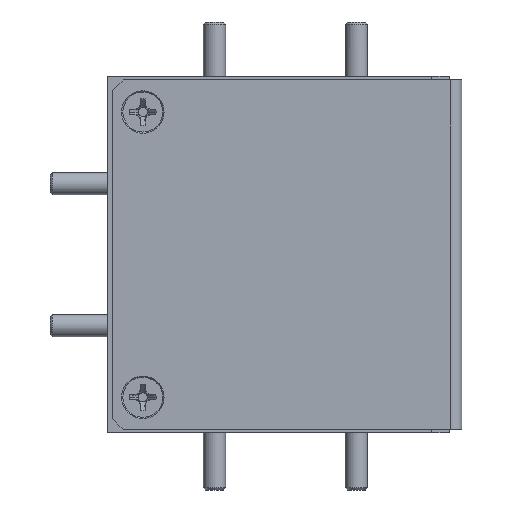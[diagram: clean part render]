
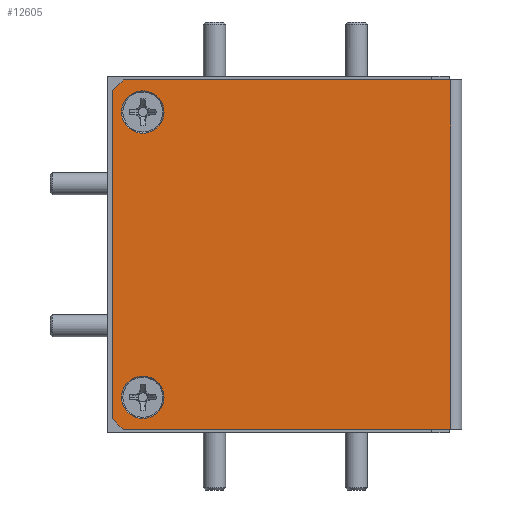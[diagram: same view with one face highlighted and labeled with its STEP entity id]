
A CAD part, front view. The second image highlights one B-rep face of the part: STEP entity #12605.
In plain terms, the highlighted planar face has unit normal (0, -1, 0).
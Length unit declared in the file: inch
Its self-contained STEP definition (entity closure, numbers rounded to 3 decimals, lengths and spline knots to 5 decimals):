
#268 = VECTOR ( 'NONE', #1394, 39.37008 ) ;
#695 = EDGE_LOOP ( 'NONE', ( #6041, #1977, #16410, #13591, #12139, #961 ) ) ;
#697 = VERTEX_POINT ( 'NONE', #2446 ) ;
#826 = CARTESIAN_POINT ( 'NONE',  ( -0.465, -0.45, -0.46 ) ) ;
#961 = ORIENTED_EDGE ( 'NONE', *, *, #6646, .T. ) ;
#1028 = CARTESIAN_POINT ( 'NONE',  ( -0.465, -0.45, 0.49 ) ) ;
#1081 = VERTEX_POINT ( 'NONE', #5757 ) ;
#1169 = VERTEX_POINT ( 'NONE', #16571 ) ;
#1394 = DIRECTION ( 'NONE',  ( 0., 0., -1. ) ) ;
#1585 = CARTESIAN_POINT ( 'NONE',  ( -0.3205, -0.45, -0.4 ) ) ;
#1626 = DIRECTION ( 'NONE',  ( 0., -1., 0. ) ) ;
#1808 = EDGE_CURVE ( 'NONE', #10947, #7600, #6251, .T. ) ;
#1977 = ORIENTED_EDGE ( 'NONE', *, *, #15356, .T. ) ;
#2038 = VERTEX_POINT ( 'NONE', #6651 ) ;
#2107 = DIRECTION ( 'NONE',  ( 0., 1., 0. ) ) ;
#2351 = AXIS2_PLACEMENT_3D ( 'NONE', #6675, #3481, #9032 ) ;
#2446 = CARTESIAN_POINT ( 'NONE',  ( -0.465, -0.45, -0.46 ) ) ;
#2505 = CARTESIAN_POINT ( 'NONE',  ( 0.48375, -0.45, -0.49 ) ) ;
#2633 = CIRCLE ( 'NONE', #2351, 0.0595 ) ;
#2773 = DIRECTION ( 'NONE',  ( 0.707, 0., -0.707 ) ) ;
#2821 = CARTESIAN_POINT ( 'NONE',  ( -0.38, -0.45, -0.4 ) ) ;
#2989 = VECTOR ( 'NONE', #6566, 39.37008 ) ;
#3051 = LINE ( 'NONE', #5884, #16162 ) ;
#3481 = DIRECTION ( 'NONE',  ( 0., -1., 0. ) ) ;
#3715 = FACE_BOUND ( 'NONE', #8568, .T. ) ;
#3778 = CARTESIAN_POINT ( 'NONE',  ( -0.38, -0.45, 0.4 ) ) ;
#3844 = EDGE_CURVE ( 'NONE', #16725, #5242, #16688, .T. ) ;
#4014 = ORIENTED_EDGE ( 'NONE', *, *, #1808, .F. ) ;
#4061 = ORIENTED_EDGE ( 'NONE', *, *, #6316, .F. ) ;
#4306 = CARTESIAN_POINT ( 'NONE',  ( -0.465, -0.45, 0.49 ) ) ;
#4407 = DIRECTION ( 'NONE',  ( 1., 0., 0. ) ) ;
#4561 = CARTESIAN_POINT ( 'NONE',  ( -0.435, -0.45, 0.49 ) ) ;
#5047 = DIRECTION ( 'NONE',  ( 0., -1., 0. ) ) ;
#5095 = LINE ( 'NONE', #1028, #2989 ) ;
#5242 = VERTEX_POINT ( 'NONE', #14488 ) ;
#5757 = CARTESIAN_POINT ( 'NONE',  ( -0.3205, -0.45, 0.4 ) ) ;
#5787 = DIRECTION ( 'NONE',  ( 1., 0., 0. ) ) ;
#5884 = CARTESIAN_POINT ( 'NONE',  ( -0.465, -0.45, -0.49 ) ) ;
#6022 = ORIENTED_EDGE ( 'NONE', *, *, #10539, .F. ) ;
#6041 = ORIENTED_EDGE ( 'NONE', *, *, #6888, .T. ) ;
#6251 = CIRCLE ( 'NONE', #6549, 0.0595 ) ;
#6316 = EDGE_CURVE ( 'NONE', #7600, #10947, #7261, .T. ) ;
#6425 = EDGE_CURVE ( 'NONE', #1081, #1169, #14549, .T. ) ;
#6549 = AXIS2_PLACEMENT_3D ( 'NONE', #2821, #7116, #16505 ) ;
#6566 = DIRECTION ( 'NONE',  ( 0., 0., -1. ) ) ;
#6646 = EDGE_CURVE ( 'NONE', #16725, #2038, #13967, .T. ) ;
#6651 = CARTESIAN_POINT ( 'NONE',  ( -0.465, -0.45, 0.46 ) ) ;
#6675 = CARTESIAN_POINT ( 'NONE',  ( -0.38, -0.45, 0.4 ) ) ;
#6888 = EDGE_CURVE ( 'NONE', #2038, #697, #5095, .T. ) ;
#6994 = AXIS2_PLACEMENT_3D ( 'NONE', #17449, #2107, #11855 ) ;
#7050 = AXIS2_PLACEMENT_3D ( 'NONE', #3778, #5047, #17607 ) ;
#7116 = DIRECTION ( 'NONE',  ( 0., -1., 0. ) ) ;
#7261 = CIRCLE ( 'NONE', #17333, 0.0595 ) ;
#7600 = VERTEX_POINT ( 'NONE', #1585 ) ;
#7610 = CARTESIAN_POINT ( 'NONE',  ( -0.435, -0.45, -0.49 ) ) ;
#8012 = CARTESIAN_POINT ( 'NONE',  ( 0.48375, -0.45, 0.49 ) ) ;
#8568 = EDGE_LOOP ( 'NONE', ( #16520, #6022 ) ) ;
#8618 = VECTOR ( 'NONE', #2773, 39.37008 ) ;
#8989 = PLANE ( 'NONE',  #6994 ) ;
#9032 = DIRECTION ( 'NONE',  ( 1., 0., 0. ) ) ;
#9111 = DIRECTION ( 'NONE',  ( 1., 0., 0. ) ) ;
#10024 = VERTEX_POINT ( 'NONE', #7610 ) ;
#10539 = EDGE_CURVE ( 'NONE', #1169, #1081, #2633, .T. ) ;
#10947 = VERTEX_POINT ( 'NONE', #11337 ) ;
#11166 = VECTOR ( 'NONE', #4407, 39.37008 ) ;
#11337 = CARTESIAN_POINT ( 'NONE',  ( -0.4395, -0.45, -0.4 ) ) ;
#11855 = DIRECTION ( 'NONE',  ( -1., 0., 0. ) ) ;
#11943 = FACE_BOUND ( 'NONE', #15016, .T. ) ;
#11961 = VECTOR ( 'NONE', #13791, 39.37008 ) ;
#12121 = VERTEX_POINT ( 'NONE', #2505 ) ;
#12139 = ORIENTED_EDGE ( 'NONE', *, *, #3844, .F. ) ;
#12244 = LINE ( 'NONE', #8012, #268 ) ;
#12605 = ADVANCED_FACE ( 'NONE', ( #11943, #14841, #3715 ), #8989, .F. ) ;
#13591 = ORIENTED_EDGE ( 'NONE', *, *, #16648, .F. ) ;
#13791 = DIRECTION ( 'NONE',  ( -0.707, 0., -0.707 ) ) ;
#13967 = LINE ( 'NONE', #16664, #11961 ) ;
#14488 = CARTESIAN_POINT ( 'NONE',  ( 0.48375, -0.45, 0.49 ) ) ;
#14549 = CIRCLE ( 'NONE', #7050, 0.0595 ) ;
#14841 = FACE_OUTER_BOUND ( 'NONE', #695, .T. ) ;
#14995 = LINE ( 'NONE', #826, #8618 ) ;
#15016 = EDGE_LOOP ( 'NONE', ( #4061, #4014 ) ) ;
#15356 = EDGE_CURVE ( 'NONE', #697, #10024, #14995, .T. ) ;
#16162 = VECTOR ( 'NONE', #9111, 39.37008 ) ;
#16410 = ORIENTED_EDGE ( 'NONE', *, *, #16467, .T. ) ;
#16467 = EDGE_CURVE ( 'NONE', #10024, #12121, #3051, .T. ) ;
#16505 = DIRECTION ( 'NONE',  ( 1., 0., 0. ) ) ;
#16520 = ORIENTED_EDGE ( 'NONE', *, *, #6425, .F. ) ;
#16571 = CARTESIAN_POINT ( 'NONE',  ( -0.4395, -0.45, 0.4 ) ) ;
#16648 = EDGE_CURVE ( 'NONE', #5242, #12121, #12244, .T. ) ;
#16664 = CARTESIAN_POINT ( 'NONE',  ( -0.435, -0.45, 0.49 ) ) ;
#16688 = LINE ( 'NONE', #4306, #11166 ) ;
#16725 = VERTEX_POINT ( 'NONE', #4561 ) ;
#17333 = AXIS2_PLACEMENT_3D ( 'NONE', #17891, #1626, #5787 ) ;
#17449 = CARTESIAN_POINT ( 'NONE',  ( -0.465, -0.45, 0.49 ) ) ;
#17607 = DIRECTION ( 'NONE',  ( 1., 0., 0. ) ) ;
#17891 = CARTESIAN_POINT ( 'NONE',  ( -0.38, -0.45, -0.4 ) ) ;
